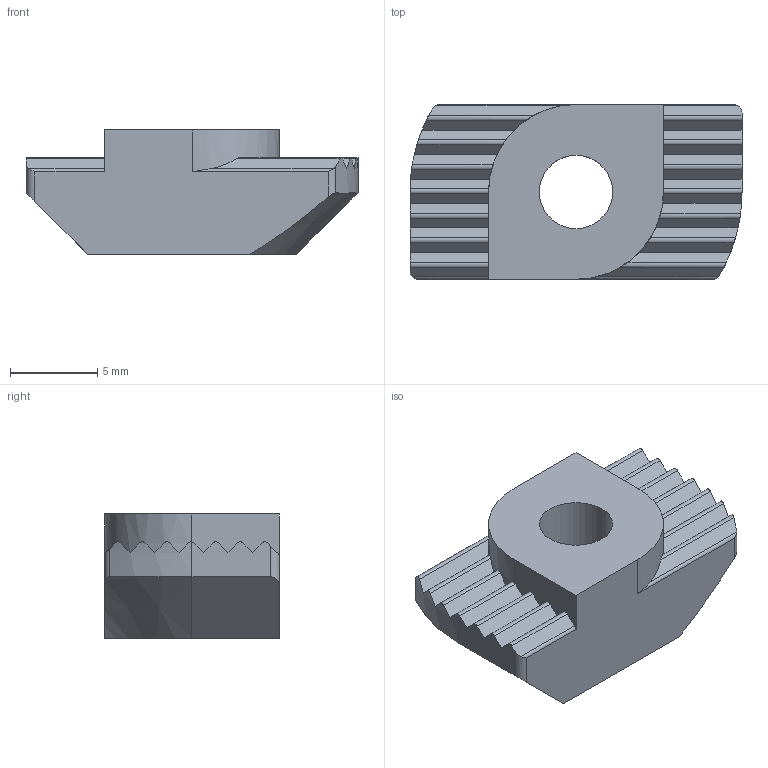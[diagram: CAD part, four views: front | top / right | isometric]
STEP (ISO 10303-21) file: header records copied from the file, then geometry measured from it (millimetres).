
FILE_DESCRIPTION (( 'STEP AP214' ), '1' );
FILE_NAME ('096h10517.STEP', '2013-11-12T10:08:18', ( 'DE01PC042' ), ( 'Fath GmbH' ), 'SwSTEP 2.0', 'SolidWorks 2012', '' );
FILE_SCHEMA (( 'AUTOMOTIVE_DESIGN' ));
Length unit declared in the file: millimetre
Products named in the file (1): 096h10517
Bounding box: 19 x 10 x 7.1 mm (x, y, z)
Volume: 910.2 mm3; surface area: 748.4 mm2
Topology: 1 solids, 1 shells, 68 faces, 196 edges, 130 vertices
Faces by surface type: plane 38, cylinder 28, cone 2
Entity records: 2336 total; most frequent: CARTESIAN_POINT 613, ORIENTED_EDGE 392, DIRECTION 302, EDGE_CURVE 196, VERTEX_POINT 130, LINE 108, VECTOR 108, AXIS2_PLACEMENT_3D 97
